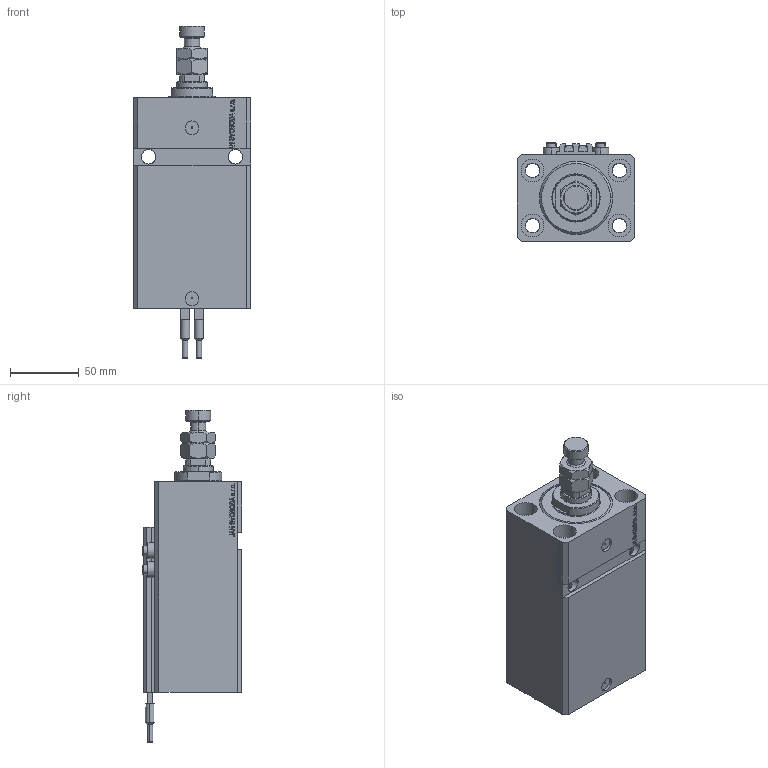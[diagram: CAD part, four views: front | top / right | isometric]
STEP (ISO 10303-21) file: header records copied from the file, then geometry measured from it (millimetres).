
FILE_DESCRIPTION (( 'STEP AP203' ), '1' );
FILE_NAME ('c926.STEP', '2022-04-09T13:50:35', ( '' ), ( '' ), 'SwSTEP 2.0', 'SolidWorks 2019', '' );
FILE_SCHEMA (( 'CONFIG_CONTROL_DESIGN' ));
Length unit declared in the file: millimetre
Products named in the file (7): SWITCH_V250CE 99fe66090f058dade4d8df54d7ae33d7; V250CE_VC_E 99fe66090f058dade4d8df54d7ae33d7; V250CE_E_Body 99fe66090f058dade4d8df54d7ae33d7; MFA 99fe66090f058dade4d8df54d7ae33d7; ALLEN BOLT V250CE 99fe66090f058dade4d8df54d7ae33d7; V250CE_C_VCP 99fe66090f058dade4d8df54d7ae33d7; c926
Assembly tree (10 placements, depth 2):
  c926
    V250CE_E_Body 99fe66090f058dade4d8df54d7ae33d7
    ALLEN BOLT V250CE 99fe66090f058dade4d8df54d7ae33d7  x4
    V250CE_C_VCP 99fe66090f058dade4d8df54d7ae33d7
    V250CE_VC_E 99fe66090f058dade4d8df54d7ae33d7
    MFA 99fe66090f058dade4d8df54d7ae33d7
    SWITCH_V250CE 99fe66090f058dade4d8df54d7ae33d7  x2
Bounding box: 85 x 72 x 240.9 mm (x, y, z)
Volume: 705911.2 mm3; surface area: 146920.1 mm2
Topology: 11 solids, 11 shells, 1191 faces, 2943 edges, 1891 vertices
Faces by surface type: plane 583, bspline 356, cylinder 142, cone 88, torus 22
Entity records: 50095 total; most frequent: CARTESIAN_POINT 25555, ORIENTED_EDGE 5468, DIRECTION 3708, EDGE_CURVE 2734, VERTEX_POINT 1777, VECTOR 1632, LINE 1632, EDGE_LOOP 1225
